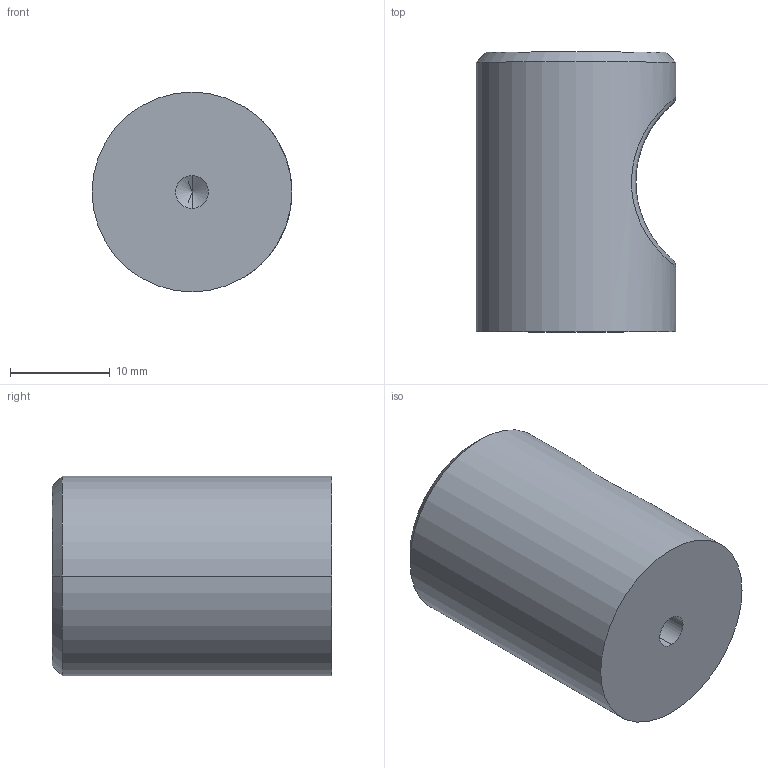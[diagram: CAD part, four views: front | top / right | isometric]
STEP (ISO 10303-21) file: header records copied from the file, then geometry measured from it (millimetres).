
FILE_DESCRIPTION (( 'STEP AP214' ), '1' );
FILE_NAME ('F002202_3D.step', '2022-12-01T05:18:01', ( '' ), ( '' ), 'SwSTEP 2.0', 'SolidWorks 2020', '' );
FILE_SCHEMA (( 'AUTOMOTIVE_DESIGN' ));
Length unit declared in the file: millimetre
Products named in the file (1): F002202_3D
Bounding box: 20 x 28 x 20 mm (x, y, z)
Volume: 8243.1 mm3; surface area: 2428.1 mm2
Topology: 1 solids, 1 shells, 13 faces, 29 edges, 17 vertices
Faces by surface type: cylinder 5, cone 4, bspline 2, plane 2
Entity records: 893 total; most frequent: CARTESIAN_POINT 566, DIRECTION 57, ORIENTED_EDGE 54, EDGE_CURVE 27, AXIS2_PLACEMENT_3D 24, VERTEX_POINT 17, EDGE_LOOP 14, FACE_OUTER_BOUND 13
